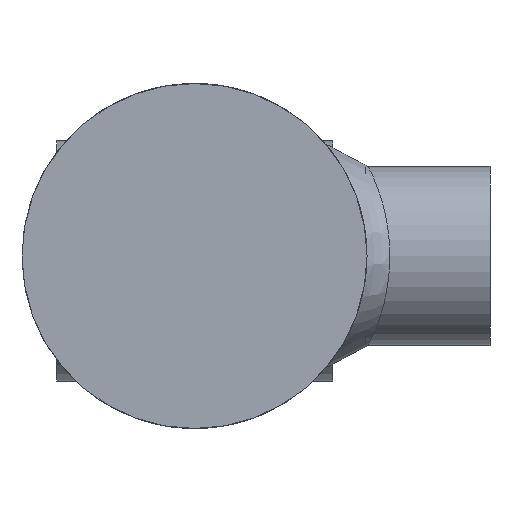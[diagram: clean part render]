
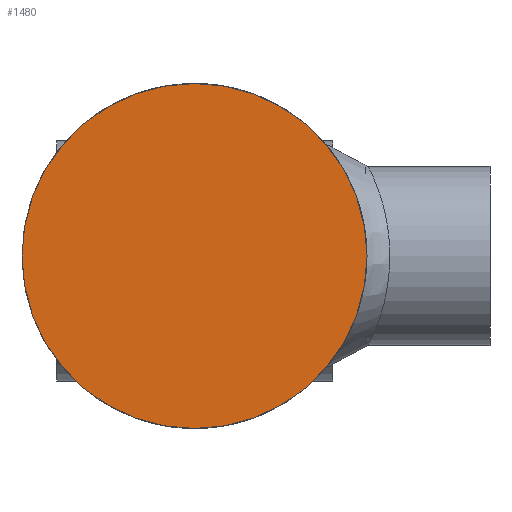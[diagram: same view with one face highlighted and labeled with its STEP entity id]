
A CAD part, left-side view. The second image highlights one B-rep face of the part: STEP entity #1480.
In plain terms, the highlighted planar face has unit normal (-1, 0, 0).
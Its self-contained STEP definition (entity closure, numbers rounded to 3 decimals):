
#92=PLANE('',#1752);
#136=CIRCLE('',#1744,25.);
#420=FACE_OUTER_BOUND('',#526,.T.);
#526=EDGE_LOOP('',(#1141));
#710=VERTEX_POINT('',#4013);
#866=EDGE_CURVE('',#710,#710,#136,.T.);
#1141=ORIENTED_EDGE('',*,*,#866,.F.);
#1480=ADVANCED_FACE('',(#420),#92,.F.);
#1744=AXIS2_PLACEMENT_3D('',#4015,#2007,#2008);
#1752=AXIS2_PLACEMENT_3D('',#4028,#2025,#2026);
#2007=DIRECTION('center_axis',(1.,0.,0.));
#2008=DIRECTION('ref_axis',(0.,1.,0.));
#2025=DIRECTION('center_axis',(1.,0.,0.));
#2026=DIRECTION('ref_axis',(0.,0.,-1.));
#4013=CARTESIAN_POINT('',(0.,-25.,0.));
#4015=CARTESIAN_POINT('Origin',(0.,0.,0.));
#4028=CARTESIAN_POINT('Origin',(0.,0.,0.));
